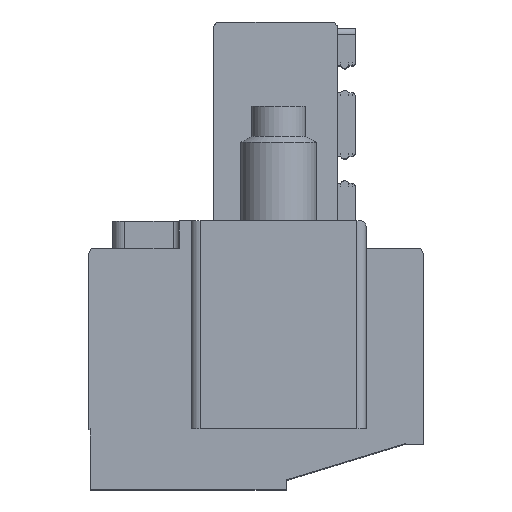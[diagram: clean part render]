
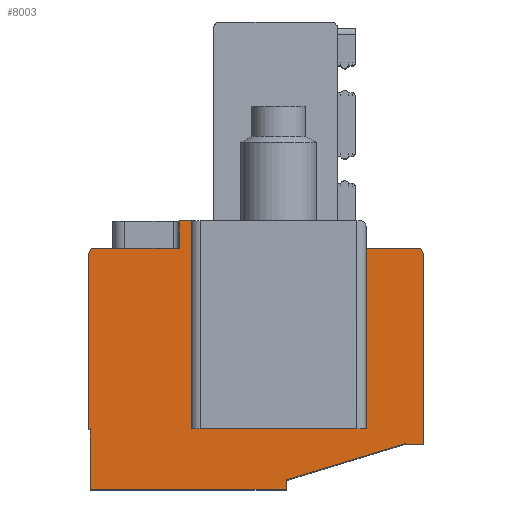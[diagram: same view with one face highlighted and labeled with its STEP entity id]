
A CAD part, top view. The second image highlights one B-rep face of the part: STEP entity #8003.
In plain terms, the highlighted planar face has unit normal (0, 0, 1).
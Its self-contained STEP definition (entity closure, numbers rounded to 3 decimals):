
#210=CIRCLE($,#8517,0.2);
#211=CIRCLE($,#8518,0.2);
#521=PLANE($,#8516);
#777=FACE_OUTER_BOUND($,#1261,.T.);
#1261=EDGE_LOOP($,(#5486,#5487,#5488,#5489,#5490,#5491,#5492,#5493,#5494,
#5495,#5496,#5497,#5498,#5499,#5500,#5501,#5502,#5503,#5504,#5505,#5506,
#5507));
#1834=LINE($,#11848,#2529);
#1842=LINE($,#11875,#2537);
#1843=LINE($,#11877,#2538);
#1844=LINE($,#11879,#2539);
#1845=LINE($,#11881,#2540);
#1846=LINE($,#11885,#2541);
#1847=LINE($,#11887,#2542);
#1848=LINE($,#11888,#2543);
#1849=LINE($,#11890,#2544);
#1850=LINE($,#11892,#2545);
#1851=LINE($,#11894,#2546);
#1852=LINE($,#11896,#2547);
#1853=LINE($,#11898,#2548);
#1854=LINE($,#11902,#2549);
#1855=LINE($,#11904,#2550);
#1856=LINE($,#11906,#2551);
#1857=LINE($,#11908,#2552);
#1858=LINE($,#11910,#2553);
#1859=LINE($,#11912,#2554);
#1860=LINE($,#11913,#2555);
#2529=VECTOR($,#9372,6.5);
#2537=VECTOR($,#9396,1.1);
#2538=VECTOR($,#9397,0.4);
#2539=VECTOR($,#9398,0.9);
#2540=VECTOR($,#9399,2.8);
#2541=VECTOR($,#9402,5.8);
#2542=VECTOR($,#9403,0.05);
#2543=VECTOR($,#9404,2.);
#2544=VECTOR($,#9405,0.31);
#2545=VECTOR($,#9406,4.13);
#2546=VECTOR($,#9407,0.018);
#2547=VECTOR($,#9408,0.6);
#2548=VECTOR($,#9409,6.3);
#2549=VECTOR($,#9412,1.7);
#2550=VECTOR($,#9413,0.2);
#2551=VECTOR($,#9414,0.622);
#2552=VECTOR($,#9415,5.8);
#2553=VECTOR($,#9416,4.556);
#2554=VECTOR($,#9417,5.8);
#2555=VECTOR($,#9418,0.622);
#3437=VERTEX_POINT($,#11846);
#3438=VERTEX_POINT($,#11847);
#3448=VERTEX_POINT($,#11873);
#3449=VERTEX_POINT($,#11874);
#3450=VERTEX_POINT($,#11876);
#3451=VERTEX_POINT($,#11878);
#3452=VERTEX_POINT($,#11880);
#3453=VERTEX_POINT($,#11882);
#3454=VERTEX_POINT($,#11884);
#3455=VERTEX_POINT($,#11886);
#3456=VERTEX_POINT($,#11889);
#3457=VERTEX_POINT($,#11891);
#3458=VERTEX_POINT($,#11893);
#3459=VERTEX_POINT($,#11895);
#3460=VERTEX_POINT($,#11897);
#3461=VERTEX_POINT($,#11899);
#3462=VERTEX_POINT($,#11901);
#3463=VERTEX_POINT($,#11903);
#3464=VERTEX_POINT($,#11905);
#3465=VERTEX_POINT($,#11907);
#3466=VERTEX_POINT($,#11909);
#3467=VERTEX_POINT($,#11911);
#4253=EDGE_CURVE($,#3437,#3438,#1834,.T.);
#4268=EDGE_CURVE($,#3448,#3449,#1842,.T.);
#4269=EDGE_CURVE($,#3448,#3450,#1843,.T.);
#4270=EDGE_CURVE($,#3450,#3451,#1844,.T.);
#4271=EDGE_CURVE($,#3451,#3452,#1845,.T.);
#4272=EDGE_CURVE($,#3452,#3453,#210,.T.);
#4273=EDGE_CURVE($,#3453,#3454,#1846,.T.);
#4274=EDGE_CURVE($,#3454,#3455,#1847,.T.);
#4275=EDGE_CURVE($,#3455,#3437,#1848,.T.);
#4276=EDGE_CURVE($,#3438,#3456,#1849,.T.);
#4277=EDGE_CURVE($,#3456,#3457,#1850,.T.);
#4278=EDGE_CURVE($,#3457,#3458,#1851,.T.);
#4279=EDGE_CURVE($,#3458,#3459,#1852,.T.);
#4280=EDGE_CURVE($,#3459,#3460,#1853,.T.);
#4281=EDGE_CURVE($,#3460,#3461,#211,.T.);
#4282=EDGE_CURVE($,#3461,#3462,#1854,.T.);
#4283=EDGE_CURVE($,#3462,#3463,#1855,.T.);
#4284=EDGE_CURVE($,#3463,#3464,#1856,.T.);
#4285=EDGE_CURVE($,#3465,#3464,#1857,.T.);
#4286=EDGE_CURVE($,#3466,#3465,#1858,.T.);
#4287=EDGE_CURVE($,#3466,#3467,#1859,.T.);
#4288=EDGE_CURVE($,#3467,#3449,#1860,.T.);
#5486=ORIENTED_EDGE($,*,*,#4268,.F.);
#5487=ORIENTED_EDGE($,*,*,#4269,.T.);
#5488=ORIENTED_EDGE($,*,*,#4270,.T.);
#5489=ORIENTED_EDGE($,*,*,#4271,.T.);
#5490=ORIENTED_EDGE($,*,*,#4272,.T.);
#5491=ORIENTED_EDGE($,*,*,#4273,.T.);
#5492=ORIENTED_EDGE($,*,*,#4274,.T.);
#5493=ORIENTED_EDGE($,*,*,#4275,.T.);
#5494=ORIENTED_EDGE($,*,*,#4253,.T.);
#5495=ORIENTED_EDGE($,*,*,#4276,.T.);
#5496=ORIENTED_EDGE($,*,*,#4277,.T.);
#5497=ORIENTED_EDGE($,*,*,#4278,.T.);
#5498=ORIENTED_EDGE($,*,*,#4279,.T.);
#5499=ORIENTED_EDGE($,*,*,#4280,.T.);
#5500=ORIENTED_EDGE($,*,*,#4281,.T.);
#5501=ORIENTED_EDGE($,*,*,#4282,.T.);
#5502=ORIENTED_EDGE($,*,*,#4283,.T.);
#5503=ORIENTED_EDGE($,*,*,#4284,.T.);
#5504=ORIENTED_EDGE($,*,*,#4285,.F.);
#5505=ORIENTED_EDGE($,*,*,#4286,.F.);
#5506=ORIENTED_EDGE($,*,*,#4287,.T.);
#5507=ORIENTED_EDGE($,*,*,#4288,.T.);
#8003=ADVANCED_FACE($,(#777),#521,.T.);
#8516=AXIS2_PLACEMENT_3D($,#11872,#9394,#9395);
#8517=AXIS2_PLACEMENT_3D($,#11883,#9400,#9401);
#8518=AXIS2_PLACEMENT_3D($,#11900,#9410,#9411);
#9372=DIRECTION($,(1.,0.,0.));
#9394=DIRECTION('center_axis',(0.,0.,1.));
#9395=DIRECTION('ref_axis',(1.,0.,0.));
#9396=DIRECTION($,(0.,-1.,0.));
#9397=DIRECTION($,(-1.,0.,0.));
#9398=DIRECTION($,(0.,-1.,0.));
#9399=DIRECTION($,(-1.,0.,0.));
#9400=DIRECTION('center_axis',(0.,0.,1.));
#9401=DIRECTION('ref_axis',(0.,1.,0.));
#9402=DIRECTION($,(0.,-1.,0.));
#9403=DIRECTION($,(1.,0.,0.));
#9404=DIRECTION($,(0.,-1.,0.));
#9405=DIRECTION($,(0.,1.,0.));
#9406=DIRECTION($,(0.956,0.292,0.));
#9407=DIRECTION($,(0.,-1.,0.));
#9408=DIRECTION($,(1.,0.,0.));
#9409=DIRECTION($,(0.,1.,0.));
#9410=DIRECTION('center_axis',(0.,0.,1.));
#9411=DIRECTION('ref_axis',(1.,0.,0.));
#9412=DIRECTION($,(-1.,0.,0.));
#9413=DIRECTION($,(0.,-1.,0.));
#9414=DIRECTION($,(-1.,0.,0.));
#9415=DIRECTION($,(0.,1.,0.));
#9416=DIRECTION($,(1.,0.,0.));
#9417=DIRECTION($,(0.,1.,0.));
#9418=DIRECTION($,(-1.,0.,0.));
#11846=CARTESIAN_POINT('',(-6.25,-5.2,14.));
#11847=CARTESIAN_POINT('',(0.25,-5.2,14.));
#11848=CARTESIAN_POINT($,(-6.25,-5.2,14.));
#11872=CARTESIAN_POINT('Origin',(0.,0.,14.));
#11873=CARTESIAN_POINT('',(-2.9,3.7,14.));
#11874=CARTESIAN_POINT('',(-2.9,2.6,14.));
#11875=CARTESIAN_POINT($,(-2.9,3.7,14.));
#11876=CARTESIAN_POINT('',(-3.3,3.7,14.));
#11877=CARTESIAN_POINT($,(-2.9,3.7,14.));
#11878=CARTESIAN_POINT('',(-3.3,2.8,14.));
#11879=CARTESIAN_POINT($,(-3.3,3.7,14.));
#11880=CARTESIAN_POINT('',(-6.1,2.8,14.));
#11881=CARTESIAN_POINT($,(-3.3,2.8,14.));
#11882=CARTESIAN_POINT('',(-6.3,2.6,14.));
#11883=CARTESIAN_POINT('Origin',(-6.1,2.6,14.));
#11884=CARTESIAN_POINT('',(-6.3,-3.2,14.));
#11885=CARTESIAN_POINT($,(-6.3,2.6,14.));
#11886=CARTESIAN_POINT('',(-6.25,-3.2,14.));
#11887=CARTESIAN_POINT($,(-6.3,-3.2,14.));
#11888=CARTESIAN_POINT($,(-6.25,-3.2,14.));
#11889=CARTESIAN_POINT('',(0.25,-4.89,14.));
#11890=CARTESIAN_POINT($,(0.25,-5.2,14.));
#11891=CARTESIAN_POINT('',(4.2,-3.682,14.));
#11892=CARTESIAN_POINT($,(0.25,-4.89,14.));
#11893=CARTESIAN_POINT('',(4.2,-3.7,14.));
#11894=CARTESIAN_POINT($,(4.2,-3.682,14.));
#11895=CARTESIAN_POINT('',(4.8,-3.7,14.));
#11896=CARTESIAN_POINT($,(4.2,-3.7,14.));
#11897=CARTESIAN_POINT('',(4.8,2.6,14.));
#11898=CARTESIAN_POINT($,(4.8,-3.7,14.));
#11899=CARTESIAN_POINT('',(4.6,2.8,14.));
#11900=CARTESIAN_POINT('Origin',(4.6,2.6,14.));
#11901=CARTESIAN_POINT('',(2.9,2.8,14.));
#11902=CARTESIAN_POINT($,(4.6,2.8,14.));
#11903=CARTESIAN_POINT('',(2.9,2.6,14.));
#11904=CARTESIAN_POINT($,(2.9,2.8,14.));
#11905=CARTESIAN_POINT('',(2.278,2.6,14.));
#11906=CARTESIAN_POINT($,(2.9,2.6,14.));
#11907=CARTESIAN_POINT('',(2.278,-3.2,14.));
#11908=CARTESIAN_POINT($,(2.278,-3.2,14.));
#11909=CARTESIAN_POINT('',(-2.278,-3.2,14.));
#11910=CARTESIAN_POINT($,(-2.278,-3.2,14.));
#11911=CARTESIAN_POINT('',(-2.278,2.6,14.));
#11912=CARTESIAN_POINT($,(-2.278,-3.2,14.));
#11913=CARTESIAN_POINT($,(-2.278,2.6,14.));
